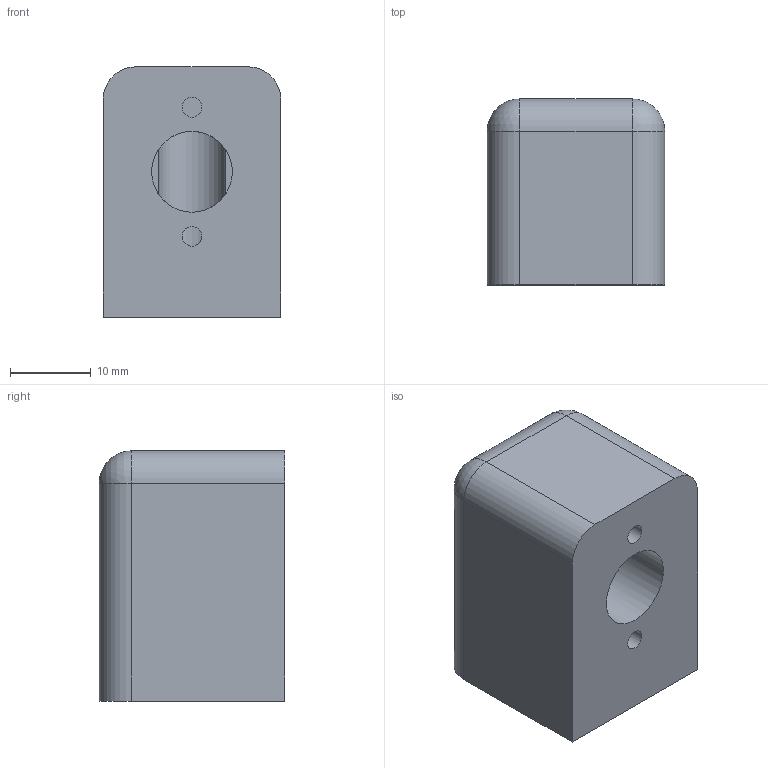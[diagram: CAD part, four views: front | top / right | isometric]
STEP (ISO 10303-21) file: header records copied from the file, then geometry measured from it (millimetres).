
FILE_DESCRIPTION(/* description */ ('Alibre Inc.'),/* implementation_level */ '2;1');
FILE_NAME(/* name */ 'export-4CA1813E-03C0-4B49-B2FF-8339E1189318',/* time_stamp */ '2021-07-02T15:22:35+02:00',/* author */ (''),/* organization */ (''),/* preprocessor_version */ 'ST-DEVELOPER v17',/* originating_system */ 'Alibre',/* authorisation */ '');
FILE_SCHEMA (('AUTOMOTIVE_DESIGN'));
Length unit declared in the file: millimetre
Bounding box: 22 x 23 x 31 mm (x, y, z)
Volume: 12974.9 mm3; surface area: 4510.5 mm2
Topology: 1 solids, 1 shells, 23 faces, 52 edges, 32 vertices
Faces by surface type: plane 11, cylinder 10, sphere 2
Full cylindrical faces by diameter (mm): 2.459 x2, 8.376 x1, 10 x1, 10.2 x1
Entity records: 652 total; most frequent: CARTESIAN_POINT 167, DIRECTION 91, ORIENTED_EDGE 84, EDGE_CURVE 42, AXIS2_PLACEMENT_3D 41, EDGE_LOOP 35, FACE_BOUND 35, VERTEX_POINT 29
